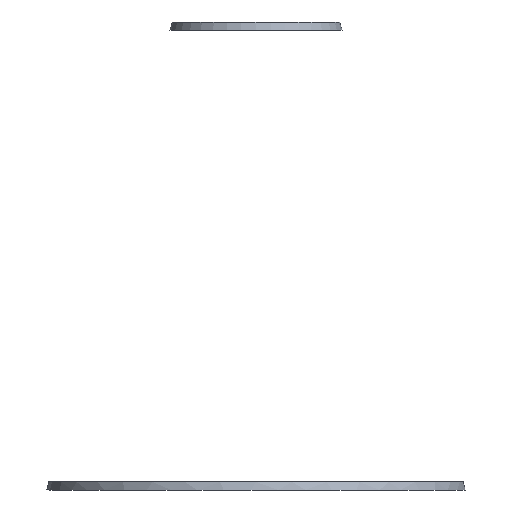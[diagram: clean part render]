
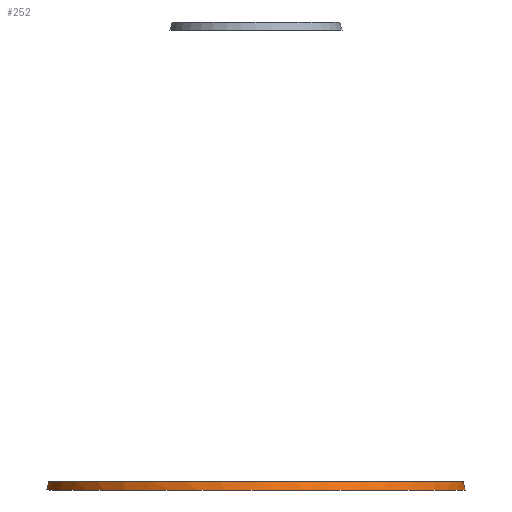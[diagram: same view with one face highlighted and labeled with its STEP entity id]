
A CAD part, front view. The second image highlights one B-rep face of the part: STEP entity #252.
In plain terms, the highlighted conical face has half-angle 14.995 degrees and reference radius 125.2 mm.
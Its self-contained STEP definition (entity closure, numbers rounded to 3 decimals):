
#137=CARTESIAN_POINT('Axis2P3D Location',(0.,0.,0.)) ;
#194=CARTESIAN_POINT('Axis2P3D Location',(0.,0.,4.83)) ;
#198=CARTESIAN_POINT('Vertex',(-123.906,0.,4.83)) ;
#200=CARTESIAN_POINT('Vertex',(123.906,0.,4.83)) ;
#204=CARTESIAN_POINT('Control Point',(-125.2,0.,0.)) ;
#205=CARTESIAN_POINT('Control Point',(-124.553,0.,2.415)) ;
#206=CARTESIAN_POINT('Control Point',(-123.906,0.,4.83)) ;
#207=CARTESIAN_POINT('Vertex',(-125.2,0.,0.)) ;
#211=CARTESIAN_POINT('Control Point',(-125.2,0.,0.)) ;
#212=CARTESIAN_POINT('Control Point',(-125.2,-10.969,0.)) ;
#213=CARTESIAN_POINT('Control Point',(-123.999,-21.937,0.)) ;
#214=CARTESIAN_POINT('Control Point',(-121.596,-32.731,0.)) ;
#215=CARTESIAN_POINT('Control Point',(-114.467,-53.616,0.)) ;
#216=CARTESIAN_POINT('Control Point',(-102.986,-72.463,0.)) ;
#217=CARTESIAN_POINT('Control Point',(-96.232,-81.218,0.)) ;
#218=CARTESIAN_POINT('Control Point',(-80.916,-97.108,0.)) ;
#219=CARTESIAN_POINT('Control Point',(-62.524,-109.305,0.)) ;
#220=CARTESIAN_POINT('Control Point',(-52.694,-114.369,0.)) ;
#221=CARTESIAN_POINT('Control Point',(-32.085,-122.261,0.)) ;
#222=CARTESIAN_POINT('Control Point',(-10.256,-125.506,0.)) ;
#223=CARTESIAN_POINT('Control Point',(0.794,-125.922,0.)) ;
#224=CARTESIAN_POINT('Control Point',(22.806,-124.327,0.)) ;
#225=CARTESIAN_POINT('Control Point',(43.95,-118.006,0.)) ;
#226=CARTESIAN_POINT('Control Point',(54.133,-113.695,0.)) ;
#227=CARTESIAN_POINT('Control Point',(73.389,-102.914,0.)) ;
#228=CARTESIAN_POINT('Control Point',(89.856,-88.221,0.)) ;
#229=CARTESIAN_POINT('Control Point',(97.249,-79.998,0.)) ;
#230=CARTESIAN_POINT('Control Point',(107.45,-65.78,0.)) ;
#231=CARTESIAN_POINT('Control Point',(115.019,-50.078,0.)) ;
#232=CARTESIAN_POINT('Control Point',(117.438,-44.106,0.)) ;
#233=CARTESIAN_POINT('Control Point',(121.498,-31.884,0.)) ;
#234=CARTESIAN_POINT('Control Point',(123.963,-19.244,0.)) ;
#235=CARTESIAN_POINT('Control Point',(124.788,-12.852,0.)) ;
#236=CARTESIAN_POINT('Control Point',(125.2,-6.426,0.)) ;
#237=CARTESIAN_POINT('Control Point',(125.2,0.,0.)) ;
#238=CARTESIAN_POINT('Vertex',(125.2,0.,0.)) ;
#242=CARTESIAN_POINT('Control Point',(125.2,0.,0.)) ;
#243=CARTESIAN_POINT('Control Point',(124.553,0.,2.415)) ;
#244=CARTESIAN_POINT('Control Point',(123.906,0.,4.83)) ;
#138=DIRECTION('Axis2P3D Direction',(0.,0.,-1.)) ;
#139=DIRECTION('Axis2P3D XDirection',(-1.,0.,0.)) ;
#195=DIRECTION('Axis2P3D Direction',(0.,0.,1.)) ;
#140=AXIS2_PLACEMENT_3D('Cone Axis2P3D',#137,#138,#139) ;
#196=AXIS2_PLACEMENT_3D('Circle Axis2P3D',#194,#195,$) ;
#247=ORIENTED_EDGE('',*,*,#202,.F.) ;
#248=ORIENTED_EDGE('',*,*,#209,.F.) ;
#249=ORIENTED_EDGE('',*,*,#240,.T.) ;
#250=ORIENTED_EDGE('',*,*,#245,.T.) ;
#252=ADVANCED_FACE('Split.6',(#251),#141,.T.) ;
#203=B_SPLINE_CURVE_WITH_KNOTS('',2,(#204,#205,#206),.UNSPECIFIED.,.F.,.U.,(3,3),(-144.935,-139.935),.UNSPECIFIED.) ;
#210=B_SPLINE_CURVE_WITH_KNOTS('',5,(#211,#212,#213,#214,#215,#216,#217,#218,#219,#220,#221,#222,#223,#224,#225,#226,#227,#228,#229,#230,#231,#232,#233,#234,#235,#236,#237),.UNSPECIFIED.,.F.,.U.,(6,3,3,3,3,3,3,3,6),(0.,77.559,155.121,232.682,310.244,387.805,465.366,510.805,556.244),.UNSPECIFIED.) ;
#241=B_SPLINE_CURVE_WITH_KNOTS('',2,(#242,#243,#244),.UNSPECIFIED.,.F.,.U.,(3,3),(-144.935,-139.935),.UNSPECIFIED.) ;
#197=CIRCLE('generated circle',#196,123.906) ;
#141=CONICAL_SURFACE('Cone',#140,125.2,0.262) ;
#202=EDGE_CURVE('',#199,#201,#197,.T.) ;
#209=EDGE_CURVE('',#208,#199,#203,.T.) ;
#240=EDGE_CURVE('',#208,#239,#210,.T.) ;
#245=EDGE_CURVE('',#239,#201,#241,.T.) ;
#246=EDGE_LOOP('',(#247,#248,#249,#250)) ;
#251=FACE_OUTER_BOUND('',#246,.T.) ;
#199=VERTEX_POINT('',#198) ;
#201=VERTEX_POINT('',#200) ;
#208=VERTEX_POINT('',#207) ;
#239=VERTEX_POINT('',#238) ;
